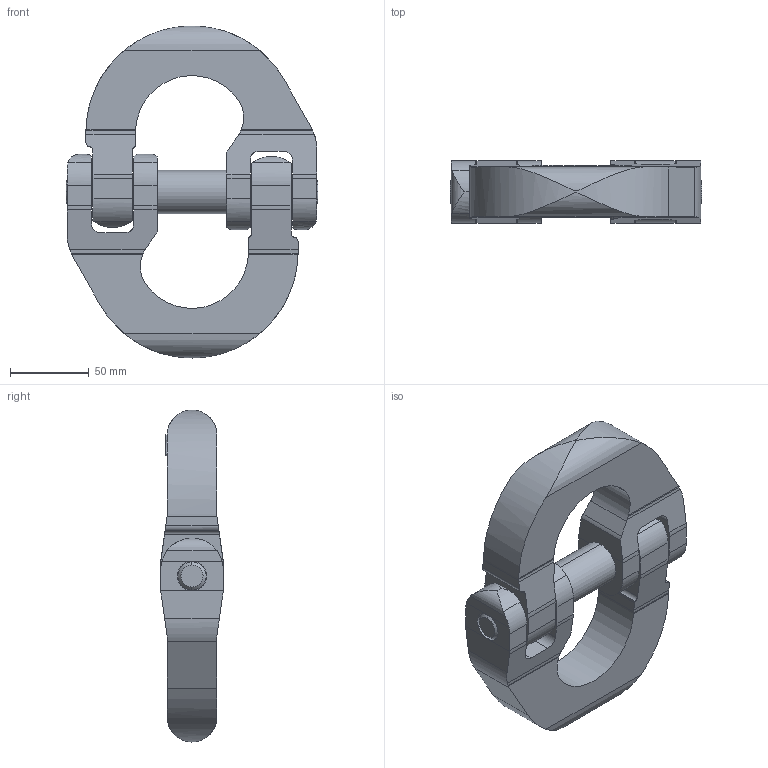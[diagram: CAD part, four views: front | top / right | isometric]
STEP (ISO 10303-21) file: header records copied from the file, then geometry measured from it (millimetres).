
FILE_DESCRIPTION(('STEP AP214'),'1');
FILE_NAME('cl_26.stp','2018-01-24T08:44:46',('TraceParts'),('TraceParts S.A.'),'Spatial InterOp 3D',' ',' ');
FILE_SCHEMA(('automotive_design'));
Length unit declared in the file: millimetre
Products named in the file (3): cl_26_1; cl_26_2; cl_26_3
Bounding box: 159.5 x 39.5 x 210.6 mm (x, y, z)
Volume: 609130.7 mm3; surface area: 98988.2 mm2
Topology: 3 solids, 3 shells, 301 faces, 883 edges, 582 vertices
Faces by surface type: plane 136, bspline 115, cylinder 46, cone 4
Entity records: 16605 total; most frequent: CARTESIAN_POINT 6839, ORIENTED_EDGE 1758, DIRECTION 1167, EDGE_CURVE 879, VERTEX_POINT 580, LINE 499, VECTOR 499, AXIS2_PLACEMENT_3D 334
